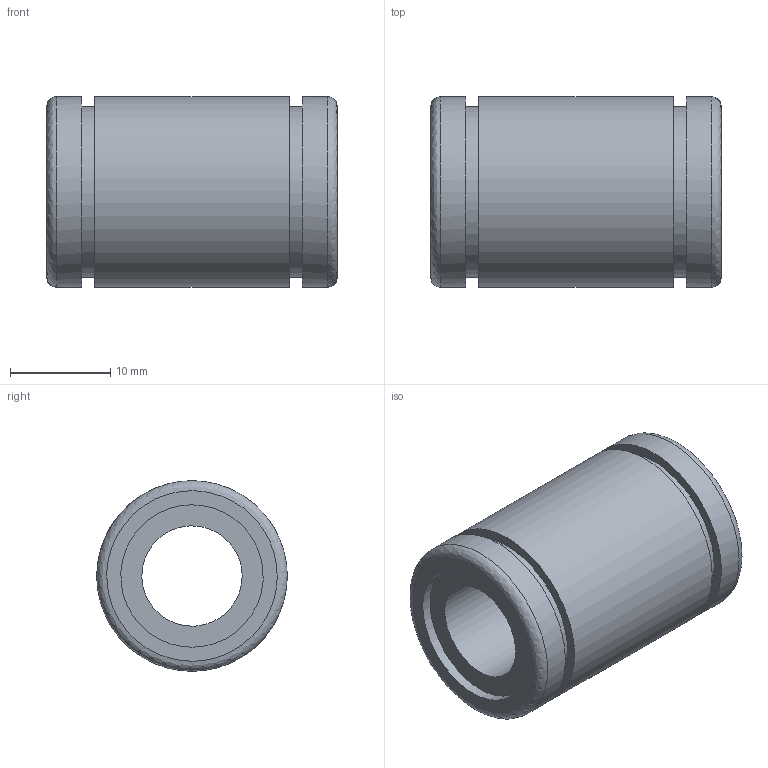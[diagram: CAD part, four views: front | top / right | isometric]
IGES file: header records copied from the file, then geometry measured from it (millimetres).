
Global section: file name: No Iges File Name specified; native system: Autodesk Inventor 2013; preprocessor: AutoDesk Inventor Iges Exporter R2013; author: Matteo; date: 20140111.175538; units: millimetre
Bounding box: 29 x 19 x 19 mm (x, y, z)
Volume: 5623.5 mm3; surface area: 3241 mm2
Topology: 1 solids, 1 shells, 18 faces, 28 edges, 18 vertices
Faces by surface type: bspline 18
